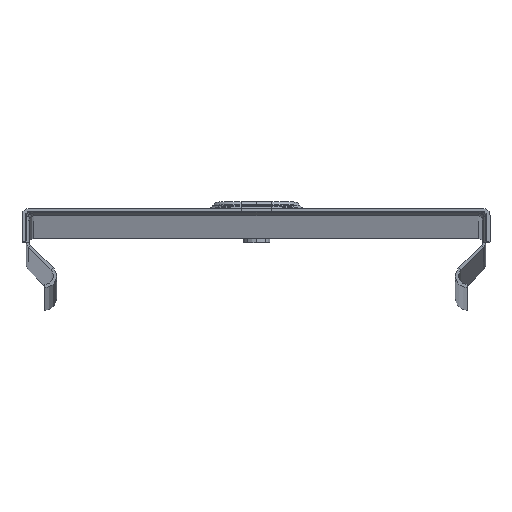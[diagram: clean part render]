
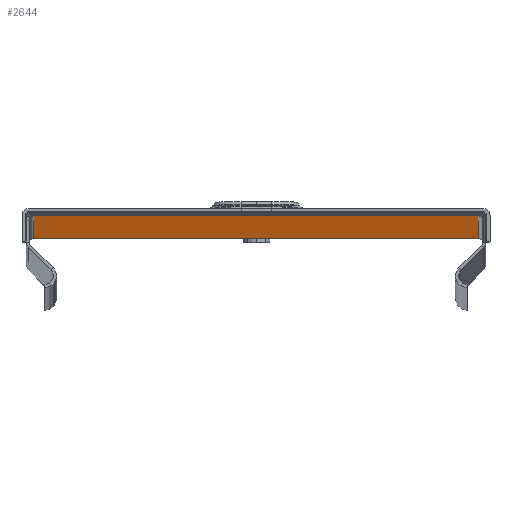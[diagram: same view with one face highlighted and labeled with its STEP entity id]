
A CAD part, top view. The second image highlights one B-rep face of the part: STEP entity #2644.
In plain terms, the highlighted planar face has unit normal (0, -1, 0).
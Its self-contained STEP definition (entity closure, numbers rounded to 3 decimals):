
#8 = VECTOR ( 'NONE', #431, 1000. ) ;
#59 = VECTOR ( 'NONE', #1235, 1000. ) ;
#83 = DIRECTION ( 'NONE',  ( 0., 0., 1. ) ) ;
#125 = EDGE_CURVE ( 'NONE', #2080, #2139, #617, .T. ) ;
#175 = VECTOR ( 'NONE', #1265, 1000. ) ;
#227 = LINE ( 'NONE', #1254, #175 ) ;
#247 = CARTESIAN_POINT ( 'NONE',  ( 0.096, 0., 21.099 ) ) ;
#270 = CIRCLE ( 'NONE', #1686, 7.098 ) ;
#271 = EDGE_CURVE ( 'NONE', #2418, #2485, #412, .T. ) ;
#412 = CIRCLE ( 'NONE', #3246, 7.098 ) ;
#419 = EDGE_CURVE ( 'NONE', #2139, #2341, #227, .T. ) ;
#431 = DIRECTION ( 'NONE',  ( -1., 0., 0. ) ) ;
#492 = CARTESIAN_POINT ( 'NONE',  ( -2.904, 0., 14.001 ) ) ;
#541 = CIRCLE ( 'NONE', #1224, 7.098 ) ;
#600 = VECTOR ( 'NONE', #3207, 1000. ) ;
#610 = ORIENTED_EDGE ( 'NONE', *, *, #2924, .F. ) ;
#617 = LINE ( 'NONE', #679, #600 ) ;
#623 = DIRECTION ( 'NONE',  ( 1., 0., 0. ) ) ;
#679 = CARTESIAN_POINT ( 'NONE',  ( -51., 0., 3000. ) ) ;
#697 = ORIENTED_EDGE ( 'NONE', *, *, #808, .F. ) ;
#780 = CARTESIAN_POINT ( 'NONE',  ( 3.096, 0., 14.001 ) ) ;
#793 = DIRECTION ( 'NONE',  ( 1., 0., 0. ) ) ;
#808 = EDGE_CURVE ( 'NONE', #1690, #1979, #541, .T. ) ;
#827 = CARTESIAN_POINT ( 'NONE',  ( 51., 0., 2968.764 ) ) ;
#847 = LINE ( 'NONE', #247, #8 ) ;
#867 = DIRECTION ( 'NONE',  ( 0., -1., 0. ) ) ;
#879 = CARTESIAN_POINT ( 'NONE',  ( -2.904, 0., 21.099 ) ) ;
#944 = EDGE_CURVE ( 'NONE', #2327, #2341, #3396, .T. ) ;
#966 = EDGE_LOOP ( 'NONE', ( #3170, #697, #610, #3665, #3363 ) ) ;
#995 = EDGE_CURVE ( 'NONE', #2327, #2080, #2306, .T. ) ;
#997 = CARTESIAN_POINT ( 'NONE',  ( 3.096, 0., 14.001 ) ) ;
#1082 = CARTESIAN_POINT ( 'NONE',  ( -51., 0., 0. ) ) ;
#1224 = AXIS2_PLACEMENT_3D ( 'NONE', #780, #867, #623 ) ;
#1235 = DIRECTION ( 'NONE',  ( 1., 0., 0. ) ) ;
#1254 = CARTESIAN_POINT ( 'NONE',  ( -52., 0., 0. ) ) ;
#1265 = DIRECTION ( 'NONE',  ( 1., 0., 0. ) ) ;
#1307 = DIRECTION ( 'NONE',  ( 1., 0., 0. ) ) ;
#1444 = CARTESIAN_POINT ( 'NONE',  ( 51., 0., 0. ) ) ;
#1484 = ORIENTED_EDGE ( 'NONE', *, *, #944, .F. ) ;
#1636 = CARTESIAN_POINT ( 'NONE',  ( -52., 0., 3000. ) ) ;
#1668 = CARTESIAN_POINT ( 'NONE',  ( -51., 0., 2968.764 ) ) ;
#1686 = AXIS2_PLACEMENT_3D ( 'NONE', #997, #3176, #1307 ) ;
#1690 = VERTEX_POINT ( 'NONE', #2857 ) ;
#1777 = VERTEX_POINT ( 'NONE', #2484 ) ;
#1834 = EDGE_LOOP ( 'NONE', ( #1484, #2730, #3660, #2241 ) ) ;
#1854 = CARTESIAN_POINT ( 'NONE',  ( -2.904, 0., 6.903 ) ) ;
#1910 = LINE ( 'NONE', #3105, #59 ) ;
#1949 = DIRECTION ( 'NONE',  ( 0., 1., 0. ) ) ;
#1979 = VERTEX_POINT ( 'NONE', #3927 ) ;
#2080 = VERTEX_POINT ( 'NONE', #1668 ) ;
#2139 = VERTEX_POINT ( 'NONE', #1082 ) ;
#2198 = EDGE_CURVE ( 'NONE', #1979, #2418, #847, .T. ) ;
#2204 = VECTOR ( 'NONE', #3411, 1000. ) ;
#2241 = ORIENTED_EDGE ( 'NONE', *, *, #419, .T. ) ;
#2306 = LINE ( 'NONE', #3789, #2204 ) ;
#2327 = VERTEX_POINT ( 'NONE', #827 ) ;
#2341 = VERTEX_POINT ( 'NONE', #1444 ) ;
#2418 = VERTEX_POINT ( 'NONE', #879 ) ;
#2481 = EDGE_CURVE ( 'NONE', #2485, #1777, #1910, .T. ) ;
#2484 = CARTESIAN_POINT ( 'NONE',  ( 3.096, 0., 6.903 ) ) ;
#2485 = VERTEX_POINT ( 'NONE', #1854 ) ;
#2644 = ADVANCED_FACE ( 'NONE', ( #2709, #2806 ), #3525, .F. ) ;
#2673 = DIRECTION ( 'NONE',  ( 0., -1., 0. ) ) ;
#2709 = FACE_OUTER_BOUND ( 'NONE', #1834, .T. ) ;
#2730 = ORIENTED_EDGE ( 'NONE', *, *, #995, .T. ) ;
#2757 = VECTOR ( 'NONE', #3861, 1000. ) ;
#2806 = FACE_BOUND ( 'NONE', #966, .T. ) ;
#2857 = CARTESIAN_POINT ( 'NONE',  ( 10.194, 0., 14.001 ) ) ;
#2864 = AXIS2_PLACEMENT_3D ( 'NONE', #1636, #1949, #83 ) ;
#2924 = EDGE_CURVE ( 'NONE', #1777, #1690, #270, .T. ) ;
#3105 = CARTESIAN_POINT ( 'NONE',  ( 0.096, 0., 6.903 ) ) ;
#3170 = ORIENTED_EDGE ( 'NONE', *, *, #2198, .F. ) ;
#3176 = DIRECTION ( 'NONE',  ( 0., -1., 0. ) ) ;
#3207 = DIRECTION ( 'NONE',  ( 0., 0., -1. ) ) ;
#3246 = AXIS2_PLACEMENT_3D ( 'NONE', #492, #2673, #793 ) ;
#3363 = ORIENTED_EDGE ( 'NONE', *, *, #271, .F. ) ;
#3396 = LINE ( 'NONE', #3944, #2757 ) ;
#3411 = DIRECTION ( 'NONE',  ( -1., 0., 0. ) ) ;
#3525 = PLANE ( 'NONE',  #2864 ) ;
#3660 = ORIENTED_EDGE ( 'NONE', *, *, #125, .T. ) ;
#3665 = ORIENTED_EDGE ( 'NONE', *, *, #2481, .F. ) ;
#3789 = CARTESIAN_POINT ( 'NONE',  ( -52., 0., 2968.764 ) ) ;
#3861 = DIRECTION ( 'NONE',  ( 0., 0., -1. ) ) ;
#3927 = CARTESIAN_POINT ( 'NONE',  ( 3.096, 0., 21.099 ) ) ;
#3944 = CARTESIAN_POINT ( 'NONE',  ( 51., 0., 3000. ) ) ;
